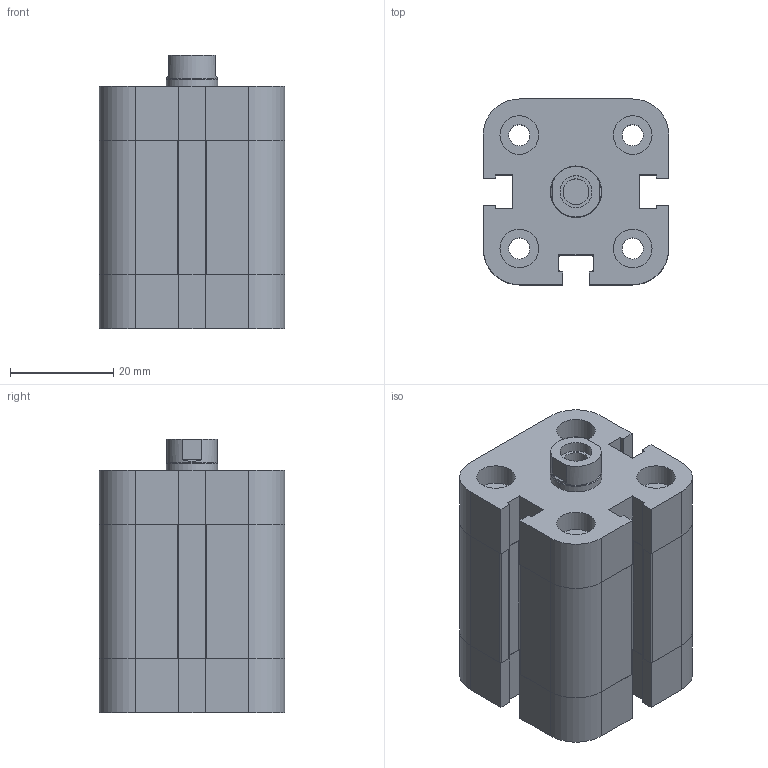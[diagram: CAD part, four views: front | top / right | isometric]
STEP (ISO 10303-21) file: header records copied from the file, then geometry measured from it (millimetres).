
FILE_DESCRIPTION((''),'2;1');
FILE_NAME('154#_20_0010_01_#-01.iam.stp','2011-03-29T08:07:38',(''),(''),'Autodesk Inventor 2011','Autodesk Inventor 2011','');
FILE_SCHEMA(('AUTOMOTIVE_DESIGN { 1 0 10303 214 1 1 1 1 }'));
Length unit declared in the file: millimetre
Products named in the file (5): 154#_20_0010_01_#-01; 1520_510; 1540_503_20_0010; 1540_504_20_0010; 1520_509
Assembly tree (4 placements, depth 2):
  154#_20_0010_01_#-01
    1520_510
    1540_503_20_0010
    1540_504_20_0010
    1520_509
Bounding box: 36 x 36 x 53 mm (x, y, z)
Volume: 48049.9 mm3; surface area: 21600.3 mm2
Topology: 4 solids, 4 shells, 177 faces, 464 edges, 309 vertices
Faces by surface type: plane 110, cylinder 66, cone 1
Full cylindrical faces by diameter (mm): 4.1 x12, 4.2 x2, 5 x1, 6.2 x1, 7.5 x8, 9 x1, 9.8 x1, 10 x2, 20 x2
Entity records: 5591 total; most frequent: DIRECTION 938, CARTESIAN_POINT 924, ORIENTED_EDGE 862, EDGE_CURVE 431, AXIS2_PLACEMENT_3D 321, VERTEX_POINT 307, VECTOR 296, LINE 296
